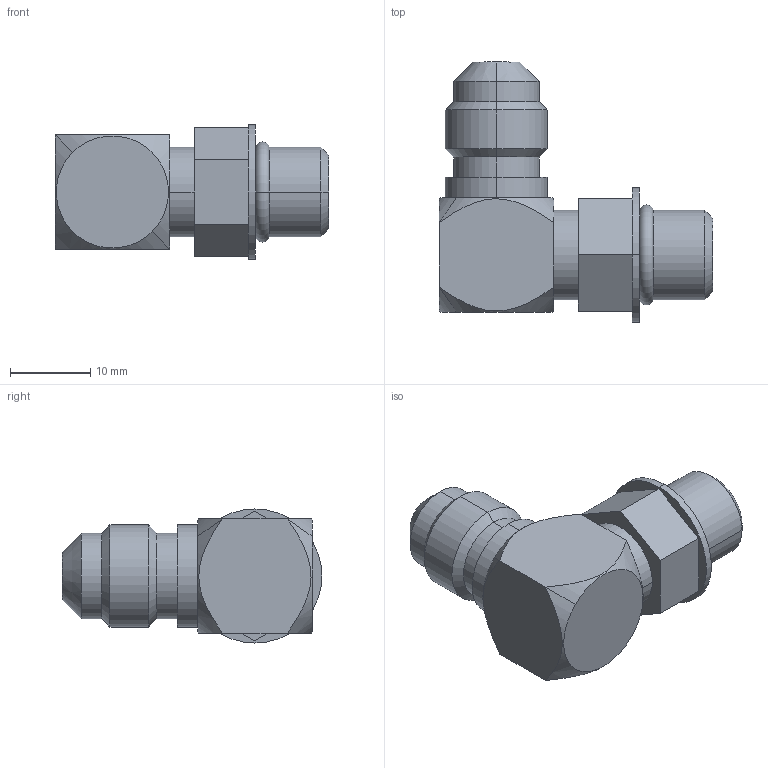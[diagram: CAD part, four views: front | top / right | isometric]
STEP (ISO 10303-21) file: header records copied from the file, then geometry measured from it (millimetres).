
FILE_DESCRIPTION((''),'2;1');
FILE_NAME('ILC30161545','2005-08-23T',('KR'),(''),'PRO/ENGINEER BY PARAMETRIC TECHNOLOGY CORPORATION, 2004290','PRO/ENGINEER BY PARAMETRIC TECHNOLOGY CORPORATION, 2004290','');
FILE_SCHEMA(('AUTOMOTIVE_DESIGN_CC2 { 1 2 10303 214 -1 1 5 2 }'));
Length unit declared in the file: inch
Products named in the file (1): ILC30161545
Bounding box: 34.04 x 32.35 x 16.69 mm (x, y, z)
Volume: 6062.7 mm3; surface area: 3507.6 mm2
Topology: 1 solids, 1 shells, 60 faces, 125 edges, 76 vertices
Faces by surface type: cylinder 24, plane 22, cone 12, torus 2
Entity records: 2327 total; most frequent: CARTESIAN_POINT 433, DIRECTION 287, ORIENTED_EDGE 250, PRESENTATION_STYLE_ASSIGNMENT 133, STYLED_ITEM 126, CURVE_STYLE 125, EDGE_CURVE 125, AXIS2_PLACEMENT_3D 114
